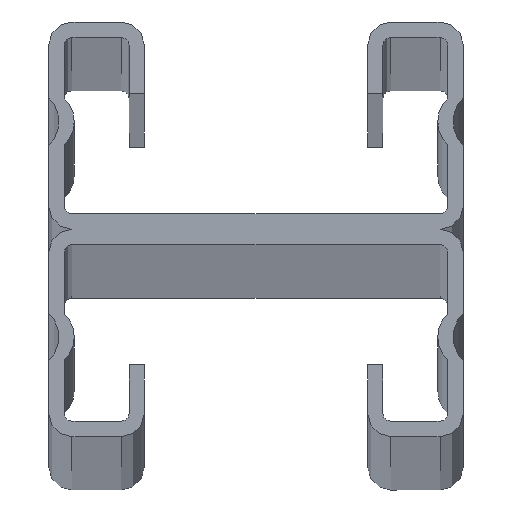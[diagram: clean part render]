
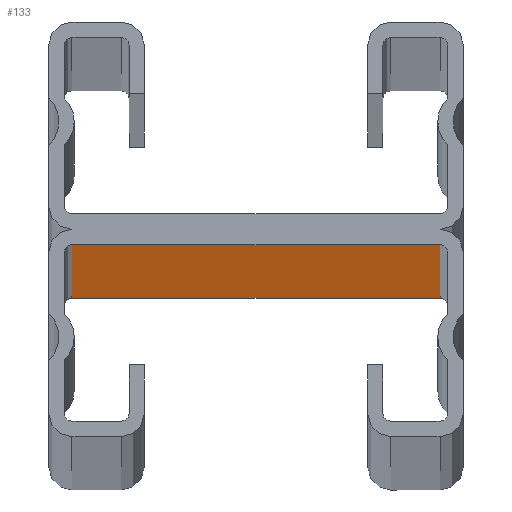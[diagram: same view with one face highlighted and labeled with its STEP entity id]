
A CAD part, top view. The second image highlights one B-rep face of the part: STEP entity #133.
In plain terms, the highlighted planar face has unit normal (0, -1, 0).
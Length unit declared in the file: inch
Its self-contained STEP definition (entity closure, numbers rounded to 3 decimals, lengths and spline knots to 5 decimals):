
#133=ADVANCED_FACE('',(#325),#326,.T.);
#325=FACE_OUTER_BOUND('',#573,.T.);
#326=PLANE('',#574);
#573=EDGE_LOOP('',(#885,#886,#887,#888));
#574=AXIS2_PLACEMENT_3D('',#889,#890,#891);
#885=ORIENTED_EDGE('',*,*,#1629,.T.);
#886=ORIENTED_EDGE('',*,*,#1630,.F.);
#887=ORIENTED_EDGE('',*,*,#1631,.T.);
#888=ORIENTED_EDGE('',*,*,#1632,.T.);
#889=CARTESIAN_POINT('',(0.8125,0.7525,0.0));
#890=DIRECTION('',(0.0,-1.0,0.0));
#891=DIRECTION('',(1.0,0.0,0.0));
#1629=EDGE_CURVE('',#1994,#1995,#1996,.T.);
#1630=EDGE_CURVE('',#1997,#1995,#1998,.T.);
#1631=EDGE_CURVE('',#1997,#1999,#2000,.T.);
#1632=EDGE_CURVE('',#1999,#1994,#2001,.T.);
#1994=VERTEX_POINT('',#2502);
#1995=VERTEX_POINT('',#2503);
#1996=LINE('',#2504,#2505);
#1997=VERTEX_POINT('',#2506);
#1998=LINE('',#2507,#2508);
#1999=VERTEX_POINT('',#2509);
#2000=LINE('',#2510,#2511);
#2001=LINE('',#2512,#2513);
#2502=CARTESIAN_POINT('',(1.53375,0.7525,120.0));
#2503=CARTESIAN_POINT('',(0.09125,0.7525,120.0));
#2504=CARTESIAN_POINT('',(0.09125,0.7525,120.0));
#2505=VECTOR('',#3057,1.0);
#2506=CARTESIAN_POINT('',(0.09125,0.7525,0.0));
#2507=CARTESIAN_POINT('',(0.09125,0.7525,0.0));
#2508=VECTOR('',#3058,1.0);
#2509=CARTESIAN_POINT('',(1.53375,0.7525,0.0));
#2510=CARTESIAN_POINT('',(0.09125,0.7525,0.0));
#2511=VECTOR('',#3059,1.0);
#2512=CARTESIAN_POINT('',(1.53375,0.7525,0.0));
#2513=VECTOR('',#3060,1.0);
#3057=DIRECTION('',(-1.0,-0.0,-0.0));
#3058=DIRECTION('',(0.0,0.0,1.0));
#3059=DIRECTION('',(1.0,0.0,0.0));
#3060=DIRECTION('',(0.0,0.0,1.0));
